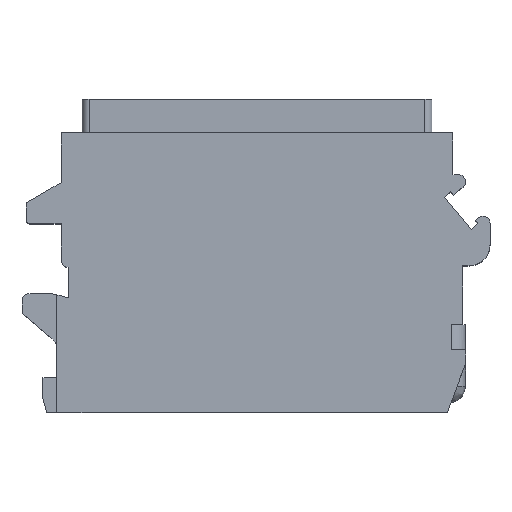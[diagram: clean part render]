
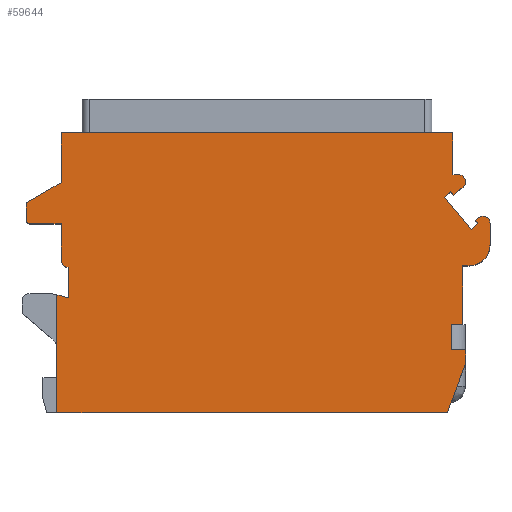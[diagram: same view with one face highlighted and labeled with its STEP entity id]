
A CAD part, top view. The second image highlights one B-rep face of the part: STEP entity #59644.
In plain terms, the highlighted planar face has unit normal (0, 0, 1).
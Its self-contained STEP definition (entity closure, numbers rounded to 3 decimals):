
#3875=CARTESIAN_POINT('',(15.15,12.,14.));
#3876=DIRECTION('',(0.,0.,1.));
#3877=DIRECTION('',(0.,-1.,0.));
#3878=AXIS2_PLACEMENT_3D('',#3875,#3876,#3877);
#3880=DIRECTION('',(-1.,0.,0.));
#3881=VECTOR('',#3880,0.45);
#3882=CARTESIAN_POINT('',(15.15,10.5,14.));
#3883=LINE('',#3882,#3881);
#3884=DIRECTION('',(0.,-1.,0.));
#3885=VECTOR('',#3884,4.2);
#3886=CARTESIAN_POINT('',(14.7,10.5,14.));
#3887=LINE('',#3886,#3885);
#3888=DIRECTION('',(-1.,0.,0.));
#3889=VECTOR('',#3888,0.8);
#3890=CARTESIAN_POINT('',(14.7,6.3,14.));
#3891=LINE('',#3890,#3889);
#3892=DIRECTION('',(0.,-1.,0.));
#3893=VECTOR('',#3892,1.8);
#3894=CARTESIAN_POINT('',(13.9,6.3,14.));
#3895=LINE('',#3894,#3893);
#3896=DIRECTION('',(1.,0.,0.));
#3897=VECTOR('',#3896,1.);
#3898=CARTESIAN_POINT('',(13.9,4.5,14.));
#3899=LINE('',#3898,#3897);
#3900=DIRECTION('',(0.,-1.,0.));
#3901=VECTOR('',#3900,1.);
#3902=CARTESIAN_POINT('',(14.9,4.5,14.));
#3903=LINE('',#3902,#3901);
#3904=DIRECTION('',(-0.348,-0.937,0.));
#3905=VECTOR('',#3904,3.734);
#3906=CARTESIAN_POINT('',(14.9,3.5,14.));
#3907=LINE('',#3906,#3905);
#3908=DIRECTION('',(1.,0.,0.));
#3909=VECTOR('',#3908,27.9);
#3910=CARTESIAN_POINT('',(-14.3,0.,14.));
#3911=LINE('',#3910,#3909);
#3912=DIRECTION('',(0.966,-0.259,0.));
#3913=VECTOR('',#3912,0.828);
#3914=CARTESIAN_POINT('',(-14.3,8.419,14.));
#3915=LINE('',#3914,#3913);
#3916=DIRECTION('',(0.,1.,0.));
#3917=VECTOR('',#3916,2.196);
#3918=CARTESIAN_POINT('',(-13.5,8.204,14.));
#3919=LINE('',#3918,#3917);
#3920=DIRECTION('',(0.,1.,0.));
#3921=VECTOR('',#3920,2.6);
#3922=CARTESIAN_POINT('',(-14.,10.9,14.));
#3923=LINE('',#3922,#3921);
#3924=DIRECTION('',(-1.,0.,0.));
#3925=VECTOR('',#3924,2.2);
#3926=CARTESIAN_POINT('',(-14.,13.5,14.));
#3927=LINE('',#3926,#3925);
#3928=DIRECTION('',(0.,1.,0.));
#3929=VECTOR('',#3928,1.2);
#3930=CARTESIAN_POINT('',(-16.5,13.8,14.));
#3931=LINE('',#3930,#3929);
#3932=DIRECTION('',(0.866,0.5,0.));
#3933=VECTOR('',#3932,2.887);
#3934=CARTESIAN_POINT('',(-16.5,15.,14.));
#3935=LINE('',#3934,#3933);
#3936=DIRECTION('',(0.,-1.,0.));
#3937=VECTOR('',#3936,3.557);
#3938=CARTESIAN_POINT('',(-14.,20.,14.));
#3939=LINE('',#3938,#3937);
#3940=DIRECTION('',(-1.,0.,0.));
#3941=VECTOR('',#3940,28.);
#3942=CARTESIAN_POINT('',(14.,20.,14.));
#3943=LINE('',#3942,#3941);
#3944=DIRECTION('',(0.,-1.,0.));
#3945=VECTOR('',#3944,3.);
#3946=CARTESIAN_POINT('',(14.,20.,14.));
#3947=LINE('',#3946,#3945);
#3948=DIRECTION('',(1.,0.,0.));
#3949=VECTOR('',#3948,0.4);
#3950=CARTESIAN_POINT('',(14.,17.,14.));
#3951=LINE('',#3950,#3949);
#3952=CARTESIAN_POINT('',(14.4,16.5,14.));
#3953=DIRECTION('',(0.,0.,1.));
#3954=DIRECTION('',(0.643,-0.766,0.));
#3955=AXIS2_PLACEMENT_3D('',#3952,#3953,#3954);
#3957=DIRECTION('',(-0.766,-0.643,0.));
#3958=VECTOR('',#3957,0.873);
#3959=CARTESIAN_POINT('',(14.721,16.117,14.));
#3960=LINE('',#3959,#3958);
#3961=DIRECTION('',(-0.643,0.766,0.));
#3962=VECTOR('',#3961,0.3);
#3963=CARTESIAN_POINT('',(14.052,15.556,14.));
#3964=LINE('',#3963,#3962);
#3965=DIRECTION('',(-0.766,-0.643,0.));
#3966=VECTOR('',#3965,0.6);
#3967=CARTESIAN_POINT('',(13.86,15.786,14.));
#3968=LINE('',#3967,#3966);
#3969=DIRECTION('',(0.643,-0.766,0.));
#3970=VECTOR('',#3969,3.);
#3971=CARTESIAN_POINT('',(13.4,15.4,14.));
#3972=LINE('',#3971,#3970);
#3973=DIRECTION('',(0.766,0.643,0.));
#3974=VECTOR('',#3973,0.6);
#3975=CARTESIAN_POINT('',(15.328,13.102,14.));
#3976=LINE('',#3975,#3974);
#3977=DIRECTION('',(-0.643,0.766,0.));
#3978=VECTOR('',#3977,0.3);
#3979=CARTESIAN_POINT('',(15.788,13.488,14.));
#3980=LINE('',#3979,#3978);
#3981=DIRECTION('',(0.766,0.643,0.));
#3982=VECTOR('',#3981,0.305);
#3983=CARTESIAN_POINT('',(15.595,13.717,14.));
#3984=LINE('',#3983,#3982);
#3985=DIRECTION('',(0.,1.,0.));
#3986=VECTOR('',#3985,1.53);
#3987=CARTESIAN_POINT('',(16.65,12.,14.));
#3988=LINE('',#3987,#3986);
#4260=DIRECTION('',(0.,-1.,0.));
#4261=VECTOR('',#4260,8.419);
#4262=CARTESIAN_POINT('',(-14.3,8.419,14.));
#4263=LINE('',#4262,#4261);
#4358=CARTESIAN_POINT('',(-13.5,10.9,14.));
#4359=DIRECTION('',(0.,0.,1.));
#4360=DIRECTION('',(-1.,0.,0.));
#4361=AXIS2_PLACEMENT_3D('',#4358,#4359,#4360);
#4380=CARTESIAN_POINT('',(-16.2,13.8,14.));
#4381=DIRECTION('',(0.,0.,1.));
#4382=DIRECTION('',(-1.,0.,0.));
#4383=AXIS2_PLACEMENT_3D('',#4380,#4381,#4382);
#4514=CARTESIAN_POINT('',(16.15,13.53,14.));
#4515=DIRECTION('',(0.,0.,1.));
#4516=DIRECTION('',(1.,0.,0.));
#4517=AXIS2_PLACEMENT_3D('',#4514,#4515,#4516);
#46744=CARTESIAN_POINT('',(-16.5,15.,14.));
#46745=CARTESIAN_POINT('',(-14.,16.443,14.));
#46746=VERTEX_POINT('',#46744);
#46747=VERTEX_POINT('',#46745);
#46748=CARTESIAN_POINT('',(-14.,20.,14.));
#46749=VERTEX_POINT('',#46748);
#46750=CARTESIAN_POINT('',(-13.5,8.204,14.));
#46752=VERTEX_POINT('',#46750);
#46754=CARTESIAN_POINT('',(-14.,13.5,14.));
#46756=VERTEX_POINT('',#46754);
#46759=CARTESIAN_POINT('',(-16.5,13.8,14.));
#46761=VERTEX_POINT('',#46759);
#46762=CARTESIAN_POINT('',(-16.2,13.5,14.));
#46763=VERTEX_POINT('',#46762);
#46767=CARTESIAN_POINT('',(-14.,10.9,14.));
#46769=VERTEX_POINT('',#46767);
#46770=CARTESIAN_POINT('',(-13.5,10.4,14.));
#46771=VERTEX_POINT('',#46770);
#46779=CARTESIAN_POINT('',(-14.3,0.,14.));
#46781=VERTEX_POINT('',#46779);
#46807=CARTESIAN_POINT('',(-14.3,8.419,14.));
#46809=VERTEX_POINT('',#46807);
#46854=CARTESIAN_POINT('',(14.,17.,14.));
#46855=CARTESIAN_POINT('',(14.4,17.,14.));
#46856=VERTEX_POINT('',#46854);
#46857=VERTEX_POINT('',#46855);
#46858=CARTESIAN_POINT('',(14.721,16.117,14.));
#46859=VERTEX_POINT('',#46858);
#46860=CARTESIAN_POINT('',(14.052,15.556,14.));
#46861=VERTEX_POINT('',#46860);
#46862=CARTESIAN_POINT('',(13.86,15.786,14.));
#46863=VERTEX_POINT('',#46862);
#46864=CARTESIAN_POINT('',(13.4,15.4,14.));
#46865=VERTEX_POINT('',#46864);
#46866=CARTESIAN_POINT('',(15.328,13.102,14.));
#46867=VERTEX_POINT('',#46866);
#46868=CARTESIAN_POINT('',(15.788,13.488,14.));
#46869=VERTEX_POINT('',#46868);
#46870=CARTESIAN_POINT('',(15.595,13.717,14.));
#46871=VERTEX_POINT('',#46870);
#46872=CARTESIAN_POINT('',(14.,20.,14.));
#46873=VERTEX_POINT('',#46872);
#46874=CARTESIAN_POINT('',(14.9,3.5,14.));
#46875=CARTESIAN_POINT('',(13.6,0.,14.));
#46876=VERTEX_POINT('',#46874);
#46877=VERTEX_POINT('',#46875);
#46878=CARTESIAN_POINT('',(14.7,10.5,14.));
#46880=VERTEX_POINT('',#46878);
#46883=CARTESIAN_POINT('',(16.65,13.53,14.));
#46885=VERTEX_POINT('',#46883);
#46886=CARTESIAN_POINT('',(15.829,13.913,14.));
#46887=VERTEX_POINT('',#46886);
#46901=CARTESIAN_POINT('',(14.7,6.3,14.));
#46902=CARTESIAN_POINT('',(13.9,6.3,14.));
#46903=VERTEX_POINT('',#46901);
#46904=VERTEX_POINT('',#46902);
#46905=CARTESIAN_POINT('',(13.9,4.5,14.));
#46906=VERTEX_POINT('',#46905);
#46907=CARTESIAN_POINT('',(14.9,4.5,14.));
#46908=VERTEX_POINT('',#46907);
#46923=CARTESIAN_POINT('',(16.65,12.,14.));
#46925=VERTEX_POINT('',#46923);
#46929=CARTESIAN_POINT('',(15.15,10.5,14.));
#46930=VERTEX_POINT('',#46929);
#59577=CARTESIAN_POINT('',(0.,0.,14.));
#59578=DIRECTION('',(0.,0.,1.));
#59579=DIRECTION('',(1.,0.,0.));
#59580=AXIS2_PLACEMENT_3D('',#59577,#59578,#59579);
#59581=PLANE('',#59580);
#59582=ORIENTED_EDGE('',*,*,#59558,.F.);
#59584=ORIENTED_EDGE('',*,*,#59583,.T.);
#59586=ORIENTED_EDGE('',*,*,#59585,.T.);
#59588=ORIENTED_EDGE('',*,*,#59587,.T.);
#59590=ORIENTED_EDGE('',*,*,#59589,.T.);
#59592=ORIENTED_EDGE('',*,*,#59591,.T.);
#59594=ORIENTED_EDGE('',*,*,#59593,.T.);
#59596=ORIENTED_EDGE('',*,*,#59595,.T.);
#59598=ORIENTED_EDGE('',*,*,#59597,.F.);
#59600=ORIENTED_EDGE('',*,*,#59599,.F.);
#59602=ORIENTED_EDGE('',*,*,#59601,.T.);
#59604=ORIENTED_EDGE('',*,*,#59603,.T.);
#59606=ORIENTED_EDGE('',*,*,#59605,.F.);
#59608=ORIENTED_EDGE('',*,*,#59607,.T.);
#59610=ORIENTED_EDGE('',*,*,#59609,.T.);
#59612=ORIENTED_EDGE('',*,*,#59611,.F.);
#59614=ORIENTED_EDGE('',*,*,#59613,.T.);
#59616=ORIENTED_EDGE('',*,*,#59615,.T.);
#59618=ORIENTED_EDGE('',*,*,#59617,.F.);
#59619=ORIENTED_EDGE('',*,*,#59437,.F.);
#59620=ORIENTED_EDGE('',*,*,#59472,.T.);
#59622=ORIENTED_EDGE('',*,*,#59621,.T.);
#59624=ORIENTED_EDGE('',*,*,#59623,.F.);
#59626=ORIENTED_EDGE('',*,*,#59625,.T.);
#59628=ORIENTED_EDGE('',*,*,#59627,.T.);
#59630=ORIENTED_EDGE('',*,*,#59629,.T.);
#59632=ORIENTED_EDGE('',*,*,#59631,.T.);
#59634=ORIENTED_EDGE('',*,*,#59633,.T.);
#59636=ORIENTED_EDGE('',*,*,#59635,.T.);
#59638=ORIENTED_EDGE('',*,*,#59637,.T.);
#59640=ORIENTED_EDGE('',*,*,#59639,.F.);
#59641=ORIENTED_EDGE('',*,*,#59569,.F.);
#59642=EDGE_LOOP('',(#59582,#59584,#59586,#59588,#59590,#59592,#59594,#59596,
#59598,#59600,#59602,#59604,#59606,#59608,#59610,#59612,#59614,#59616,#59618,
#59619,#59620,#59622,#59624,#59626,#59628,#59630,#59632,#59634,#59636,#59638,
#59640,#59641));
#59643=FACE_OUTER_BOUND('',#59642,.F.);
#59644=ADVANCED_FACE('',(#59643),#59581,.T.);
#3879=CIRCLE('',#3878,1.5);
#3956=CIRCLE('',#3955,0.5);
#4362=CIRCLE('',#4361,0.5);
#4384=CIRCLE('',#4383,0.3);
#4518=CIRCLE('',#4517,0.5);
#59437=EDGE_CURVE('',#46873,#46749,#3943,.T.);
#59472=EDGE_CURVE('',#46873,#46856,#3947,.T.);
#59558=EDGE_CURVE('',#46930,#46925,#3879,.T.);
#59569=EDGE_CURVE('',#46925,#46885,#3988,.T.);
#59583=EDGE_CURVE('',#46930,#46880,#3883,.T.);
#59585=EDGE_CURVE('',#46880,#46903,#3887,.T.);
#59587=EDGE_CURVE('',#46903,#46904,#3891,.T.);
#59589=EDGE_CURVE('',#46904,#46906,#3895,.T.);
#59591=EDGE_CURVE('',#46906,#46908,#3899,.T.);
#59593=EDGE_CURVE('',#46908,#46876,#3903,.T.);
#59595=EDGE_CURVE('',#46876,#46877,#3907,.T.);
#59597=EDGE_CURVE('',#46781,#46877,#3911,.T.);
#59599=EDGE_CURVE('',#46809,#46781,#4263,.T.);
#59601=EDGE_CURVE('',#46809,#46752,#3915,.T.);
#59603=EDGE_CURVE('',#46752,#46771,#3919,.T.);
#59605=EDGE_CURVE('',#46769,#46771,#4362,.T.);
#59607=EDGE_CURVE('',#46769,#46756,#3923,.T.);
#59609=EDGE_CURVE('',#46756,#46763,#3927,.T.);
#59611=EDGE_CURVE('',#46761,#46763,#4384,.T.);
#59613=EDGE_CURVE('',#46761,#46746,#3931,.T.);
#59615=EDGE_CURVE('',#46746,#46747,#3935,.T.);
#59617=EDGE_CURVE('',#46749,#46747,#3939,.T.);
#59621=EDGE_CURVE('',#46856,#46857,#3951,.T.);
#59623=EDGE_CURVE('',#46859,#46857,#3956,.T.);
#59625=EDGE_CURVE('',#46859,#46861,#3960,.T.);
#59627=EDGE_CURVE('',#46861,#46863,#3964,.T.);
#59629=EDGE_CURVE('',#46863,#46865,#3968,.T.);
#59631=EDGE_CURVE('',#46865,#46867,#3972,.T.);
#59633=EDGE_CURVE('',#46867,#46869,#3976,.T.);
#59635=EDGE_CURVE('',#46869,#46871,#3980,.T.);
#59637=EDGE_CURVE('',#46871,#46887,#3984,.T.);
#59639=EDGE_CURVE('',#46885,#46887,#4518,.T.);
